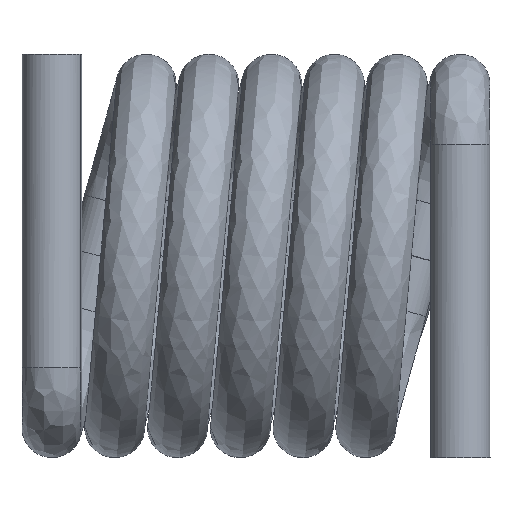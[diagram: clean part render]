
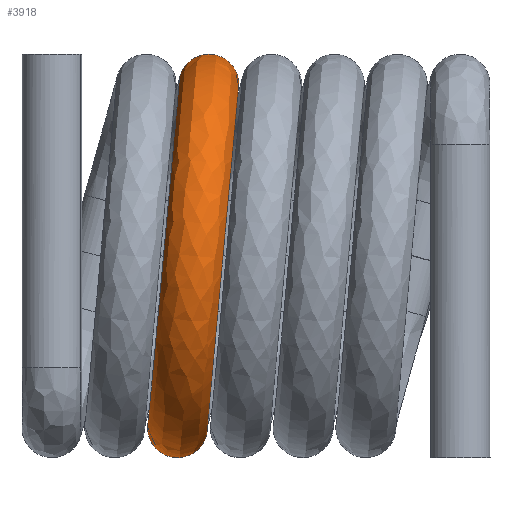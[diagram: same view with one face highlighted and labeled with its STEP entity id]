
A CAD part, front view. The second image highlights one B-rep face of the part: STEP entity #3918.
In plain terms, the highlighted free-form (B-spline) face has degree [3, 3] with [4, 4] control points.
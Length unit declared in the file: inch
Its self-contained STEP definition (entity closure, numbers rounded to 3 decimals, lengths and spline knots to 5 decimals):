
#71 = CARTESIAN_POINT ( 'NONE',  ( 0.04492, 0.06261, -0.06333 ) ) ;
#401 = DIRECTION ( 'NONE',  ( -0.004, -1., 0.001 ) ) ;
#406 = DIRECTION ( 'NONE',  ( -0.091, 0., -0.996 ) ) ;
#448 = CARTESIAN_POINT ( 'NONE',  ( 0.0399, 0.06235, 0. ) ) ;
#652 = CARTESIAN_POINT ( 'NONE',  ( 0.05046, 0.06231, -0.00268 ) ) ;
#699 = CARTESIAN_POINT ( 'NONE',  ( 0.03941, -0.05839, -0.12358 ) ) ;
#808 = CARTESIAN_POINT ( 'NONE',  ( 0.03466, -0.10789, 0.02338 ) ) ;
#830 = CARTESIAN_POINT ( 'NONE',  ( 0.02934, 0.06239, 0.00268 ) ) ;
#1048 = CIRCLE ( 'NONE', #5980, 0.0609 ) ;
#1357 = VERTEX_POINT ( 'NONE', #3382 ) ;
#1447 = VERTEX_POINT ( 'NONE', #5384 ) ;
#1455 = DIRECTION ( 'NONE',  ( -0.996, 0., 0.091 ) ) ;
#1609 = CARTESIAN_POINT ( 'NONE',  ( 0.03938, 0.06241, -0.12398 ) ) ;
#1732 = CARTESIAN_POINT ( 'NONE',  ( 0.01768, -0.06528, -0.12479 ) ) ;
#1790 = ORIENTED_EDGE ( 'NONE', *, *, #2437, .F. ) ;
#1810 = DIRECTION ( 'NONE',  ( 0., 0.009, 1. ) ) ;
#1866 = EDGE_CURVE ( 'NONE', #1357, #4949, #2157, .T. ) ;
#2157 = CIRCLE ( 'NONE', #3212, 0.0109 ) ;
#2163 = CARTESIAN_POINT ( 'NONE',  ( 0.01907, 0.06211, -0.14717 ) ) ;
#2361 = EDGE_CURVE ( 'NONE', #4949, #5033, #3407, .T. ) ;
#2437 = EDGE_CURVE ( 'NONE', #1447, #5033, #4443, .T. ) ;
#2680 = CARTESIAN_POINT ( 'NONE',  ( 0.01762, 0.06229, -0.12542 ) ) ;
#2937 = CARTESIAN_POINT ( 'NONE',  ( 0.04089, -0.10127, -0.14497 ) ) ;
#3013 = AXIS2_PLACEMENT_3D ( 'NONE', #3166, #4138, #406 ) ;
#3028 = EDGE_LOOP ( 'NONE', ( #1790, #3175, #4204, #4352 ) ) ;
#3032 = CARTESIAN_POINT ( 'NONE',  ( 0.02934, 0.06239, 0.00268 ) ) ;
#3093 = CARTESIAN_POINT ( 'NONE',  ( 0.01916, -0.10816, -0.14619 ) ) ;
#3166 = CARTESIAN_POINT ( 'NONE',  ( 0.02348, 0.06261, -0.06137 ) ) ;
#3175 = ORIENTED_EDGE ( 'NONE', *, *, #4318, .T. ) ;
#3212 = AXIS2_PLACEMENT_3D ( 'NONE', #448, #401, #5029 ) ;
#3382 = CARTESIAN_POINT ( 'NONE',  ( 0.05046, 0.06231, -0.00268 ) ) ;
#3407 = CIRCLE ( 'NONE', #3013, 0.06432 ) ;
#3749 =( BOUNDED_SURFACE ( )  B_SPLINE_SURFACE ( 3, 3, ( 
 ( #652, #4875, #699, #1609 ),
 ( #5948, #4898, #2937, #5813 ),
 ( #5369, #808, #3093, #2163 ),
 ( #830, #4541, #1732, #2680 ) ),
 .UNSPECIFIED., .F., .F., .F. ) 
 B_SPLINE_SURFACE_WITH_KNOTS ( ( 4, 4 ),
 ( 4, 4 ),
 ( 0., 1. ),
 ( 0., 1. ),
 .UNSPECIFIED. ) 
 GEOMETRIC_REPRESENTATION_ITEM ( )  RATIONAL_B_SPLINE_SURFACE ( (
 ( 1., 0.336, 0.336, 1.),
 ( 0.333, 0.112, 0.112, 0.333),
 ( 0.333, 0.112, 0.112, 0.333),
 ( 1., 0.336, 0.336, 1.) ) ) 
 REPRESENTATION_ITEM ( '' )  SURFACE ( )  );
#3918 = ADVANCED_FACE ( 'NONE', ( #5364 ), #3749, .T. ) ;
#4081 = CARTESIAN_POINT ( 'NONE',  ( 0.01762, 0.06229, -0.12542 ) ) ;
#4138 = DIRECTION ( 'NONE',  ( 0.996, 0., -0.091 ) ) ;
#4204 = ORIENTED_EDGE ( 'NONE', *, *, #1866, .T. ) ;
#4318 = EDGE_CURVE ( 'NONE', #1447, #1357, #1048, .T. ) ;
#4352 = ORIENTED_EDGE ( 'NONE', *, *, #2361, .T. ) ;
#4443 = CIRCLE ( 'NONE', #4654, 0.0109 ) ;
#4541 = CARTESIAN_POINT ( 'NONE',  ( 0.0293, -0.06518, 0.00225 ) ) ;
#4579 = CARTESIAN_POINT ( 'NONE',  ( 0.0285, 0.06235, -0.1247 ) ) ;
#4619 = DIRECTION ( 'NONE',  ( -0.005, 1., -0.009 ) ) ;
#4654 = AXIS2_PLACEMENT_3D ( 'NONE', #4579, #4619, #1810 ) ;
#4792 = DIRECTION ( 'NONE',  ( 0.091, 0., 0.996 ) ) ;
#4875 = CARTESIAN_POINT ( 'NONE',  ( 0.05041, -0.05849, -0.00328 ) ) ;
#4898 = CARTESIAN_POINT ( 'NONE',  ( 0.05577, -0.10119, 0.01785 ) ) ;
#4949 = VERTEX_POINT ( 'NONE', #3032 ) ;
#5029 = DIRECTION ( 'NONE',  ( 1., -0.004, 0. ) ) ;
#5033 = VERTEX_POINT ( 'NONE', #4081 ) ;
#5364 = FACE_OUTER_BOUND ( 'NONE', #3028, .T. ) ;
#5369 = CARTESIAN_POINT ( 'NONE',  ( 0.0347, 0.06239, 0.02381 ) ) ;
#5384 = CARTESIAN_POINT ( 'NONE',  ( 0.03938, 0.06241, -0.12398 ) ) ;
#5813 = CARTESIAN_POINT ( 'NONE',  ( 0.04082, 0.06223, -0.14573 ) ) ;
#5948 = CARTESIAN_POINT ( 'NONE',  ( 0.05583, 0.06231, 0.01845 ) ) ;
#5980 = AXIS2_PLACEMENT_3D ( 'NONE', #71, #1455, #4792 ) ;
